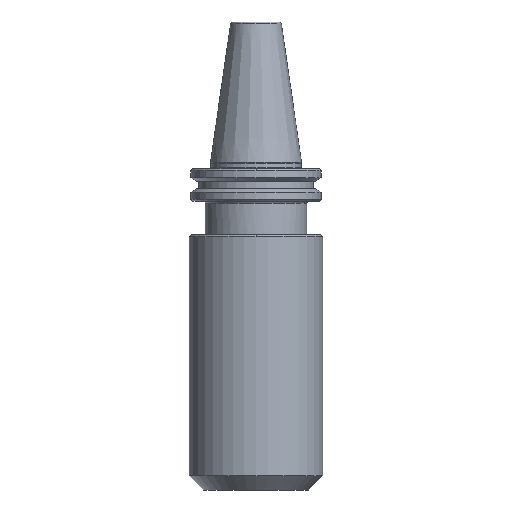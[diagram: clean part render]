
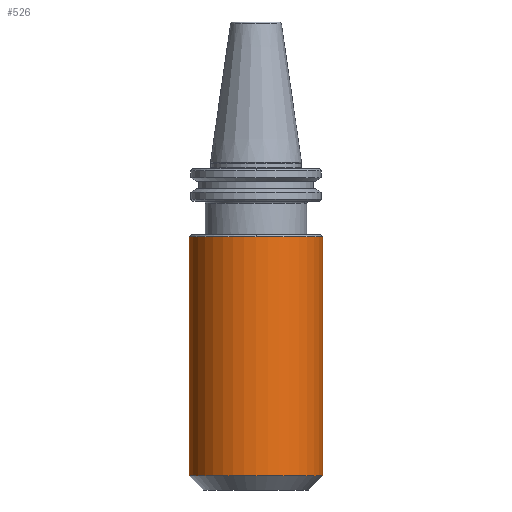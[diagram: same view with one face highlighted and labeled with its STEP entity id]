
A CAD part, front view. The second image highlights one B-rep face of the part: STEP entity #526.
In plain terms, the highlighted cylindrical face has radius 32.5 mm (diameter 65 mm), a partial arc.
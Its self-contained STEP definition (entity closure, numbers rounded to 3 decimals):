
#3 = FACE_OUTER_BOUND ( 'NONE', #1663, .T. ) ;
#98 = ORIENTED_EDGE ( 'NONE', *, *, #314, .T. ) ;
#148 = CIRCLE ( 'NONE', #1311, 32.5 ) ;
#200 = DIRECTION ( 'NONE',  ( 0., 0., 1. ) ) ;
#219 = DIRECTION ( 'NONE',  ( 1., 0., 0. ) ) ;
#237 = VECTOR ( 'NONE', #806, 1000. ) ;
#314 = EDGE_CURVE ( 'NONE', #1924, #2002, #1179, .T. ) ;
#325 = ORIENTED_EDGE ( 'NONE', *, *, #1995, .T. ) ;
#332 = CARTESIAN_POINT ( 'NONE',  ( 32.5, 0., -36.5 ) ) ;
#346 = CARTESIAN_POINT ( 'NONE',  ( 0., 0., -153. ) ) ;
#353 = EDGE_CURVE ( 'NONE', #1676, #862, #1051, .T. ) ;
#381 = CARTESIAN_POINT ( 'NONE',  ( -32.5, 0., -153. ) ) ;
#418 = VECTOR ( 'NONE', #1513, 1000. ) ;
#463 = AXIS2_PLACEMENT_3D ( 'NONE', #1167, #1171, #1175 ) ;
#526 = ADVANCED_FACE ( 'NONE', ( #3 ), #1392, .T. ) ;
#678 = ORIENTED_EDGE ( 'NONE', *, *, #1742, .T. ) ;
#768 = CARTESIAN_POINT ( 'NONE',  ( -32.5, 0., -36.5 ) ) ;
#793 = CARTESIAN_POINT ( 'NONE',  ( 32.5, 0., -153. ) ) ;
#795 = EDGE_CURVE ( 'NONE', #814, #1924, #1999, .T. ) ;
#803 = CARTESIAN_POINT ( 'NONE',  ( 32.5, 0., 82.957 ) ) ;
#806 = DIRECTION ( 'NONE',  ( 0., 0., 1. ) ) ;
#814 = VERTEX_POINT ( 'NONE', #793 ) ;
#862 = VERTEX_POINT ( 'NONE', #768 ) ;
#875 = DIRECTION ( 'NONE',  ( 0., 0., -1. ) ) ;
#1014 = ORIENTED_EDGE ( 'NONE', *, *, #353, .F. ) ;
#1051 = LINE ( 'NONE', #1508, #418 ) ;
#1167 = CARTESIAN_POINT ( 'NONE',  ( 0., 0., 82.957 ) ) ;
#1171 = DIRECTION ( 'NONE',  ( 0., 0., 1. ) ) ;
#1175 = DIRECTION ( 'NONE',  ( 1., 0., 0. ) ) ;
#1179 = CIRCLE ( 'NONE', #1518, 32.5 ) ;
#1202 = CIRCLE ( 'NONE', #1212, 32.5 ) ;
#1212 = AXIS2_PLACEMENT_3D ( 'NONE', #1630, #875, #1906 ) ;
#1213 = CARTESIAN_POINT ( 'NONE',  ( 0., -32.5, -36.5 ) ) ;
#1311 = AXIS2_PLACEMENT_3D ( 'NONE', #346, #200, #219 ) ;
#1392 = CYLINDRICAL_SURFACE ( 'NONE', #463, 32.5 ) ;
#1494 = DIRECTION ( 'NONE',  ( 1., 0., 0. ) ) ;
#1499 = DIRECTION ( 'NONE',  ( 0., 0., -1. ) ) ;
#1503 = CARTESIAN_POINT ( 'NONE',  ( 0., 0., -36.5 ) ) ;
#1508 = CARTESIAN_POINT ( 'NONE',  ( -32.5, 0., 82.957 ) ) ;
#1513 = DIRECTION ( 'NONE',  ( 0., 0., 1. ) ) ;
#1518 = AXIS2_PLACEMENT_3D ( 'NONE', #1503, #1499, #1494 ) ;
#1630 = CARTESIAN_POINT ( 'NONE',  ( 0., 0., -36.5 ) ) ;
#1663 = EDGE_LOOP ( 'NONE', ( #1014, #678, #1737, #98, #325 ) ) ;
#1676 = VERTEX_POINT ( 'NONE', #381 ) ;
#1737 = ORIENTED_EDGE ( 'NONE', *, *, #795, .T. ) ;
#1742 = EDGE_CURVE ( 'NONE', #1676, #814, #148, .T. ) ;
#1906 = DIRECTION ( 'NONE',  ( 1., 0., 0. ) ) ;
#1924 = VERTEX_POINT ( 'NONE', #332 ) ;
#1995 = EDGE_CURVE ( 'NONE', #2002, #862, #1202, .T. ) ;
#1999 = LINE ( 'NONE', #803, #237 ) ;
#2002 = VERTEX_POINT ( 'NONE', #1213 ) ;
